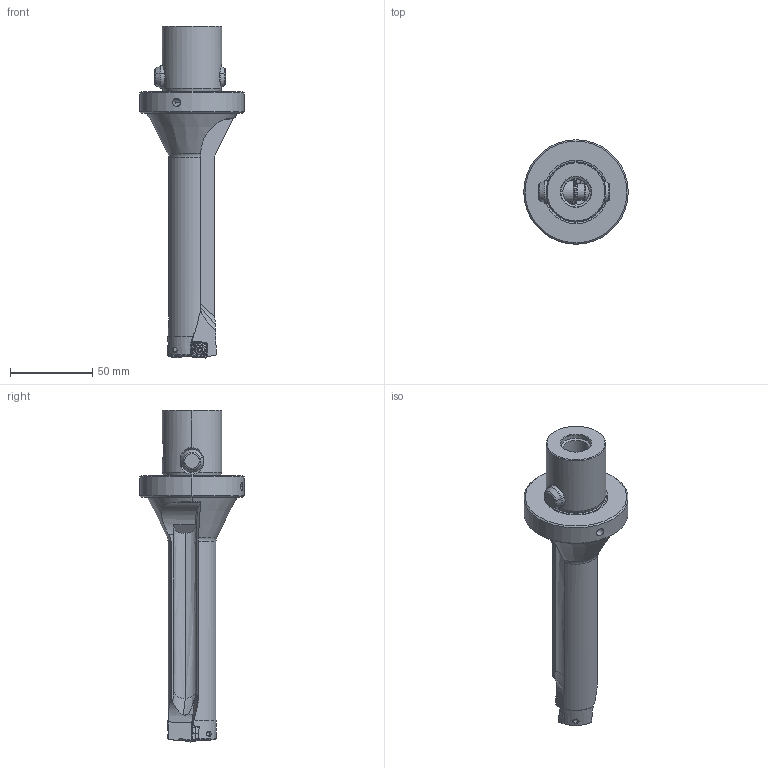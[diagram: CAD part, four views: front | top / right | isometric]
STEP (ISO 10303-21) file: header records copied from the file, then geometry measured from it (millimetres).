
FILE_DESCRIPTION(('no description'),'unknown implementation level');
FILE_NAME('0CE6D27C-8DCC-4D28-8339-440B88E6A916_export.stp',' ',('CIMSOURCE GmbH'),('CADClick - KiM GmbH - www.kimweb.de'),'unknown preprocess','ACIS','unknown authorization');
FILE_SCHEMA(('automotive_design'));
Length unit declared in the file: millimetre
Products named in the file (9): 337.430 Kaiser WB 30-120 X CKS6|694.136 Kaiser ETL M3,5 X 7,2 T10 IP 10S_Standard;NONE; 337.430 Kaiser WB 30-120 X CKS6|337.430 Kaiser WB 30-120 X CKS6_337.430-4;NONE; 337.430 Kaiser WB 30-120 X CKS6|337.430 Kaiser WB 30-120 X CKS6_337.430-3;NONE; 337.430 Kaiser WB 30-120 X CKS6|337.430 Kaiser WB 30-120 X CKS6_337.430-2;NONE; 337.430 Kaiser WB 30-120 X CKS6|337.430 Kaiser WB 30-120 X CKS6_337.430-1;NONE; 337.430 Kaiser WB 30-120 X CKS6|337.430 Kaiser WB 30-120 X CKS6_337.430;NONE; 337.430 Kaiser WB 30-120 X CKS6|691.506 Kaiser ETL D14 X 43K_Standard|691.526 Mitnehmerbolzen_Standard;NONE; 337.430 Kaiser WB 30-120 X CKS6|691.506 Kaiser ETL D14 X 43K_Standard|693.305 Sprengring_Standard;NONE
Bounding box: 63.5 x 63.5 x 201.99 mm (x, y, z)
Volume: 142904 mm3; surface area: 38271.6 mm2
Topology: 9 solids, 9 shells, 646 faces, 1596 edges, 975 vertices
Faces by surface type: plane 277, cylinder 218, cone 73, torus 66, bspline 12
Entity records: 41015 total; most frequent: CARTESIAN_POINT 7538, DIRECTION 3257, STYLED_ITEM 3221, PRESENTATION_STYLE_ASSIGNMENT 3221, COLOUR_RGB 3221, ORIENTED_EDGE 3182, EDGE_CURVE 1591, CURVE_STYLE 1591
